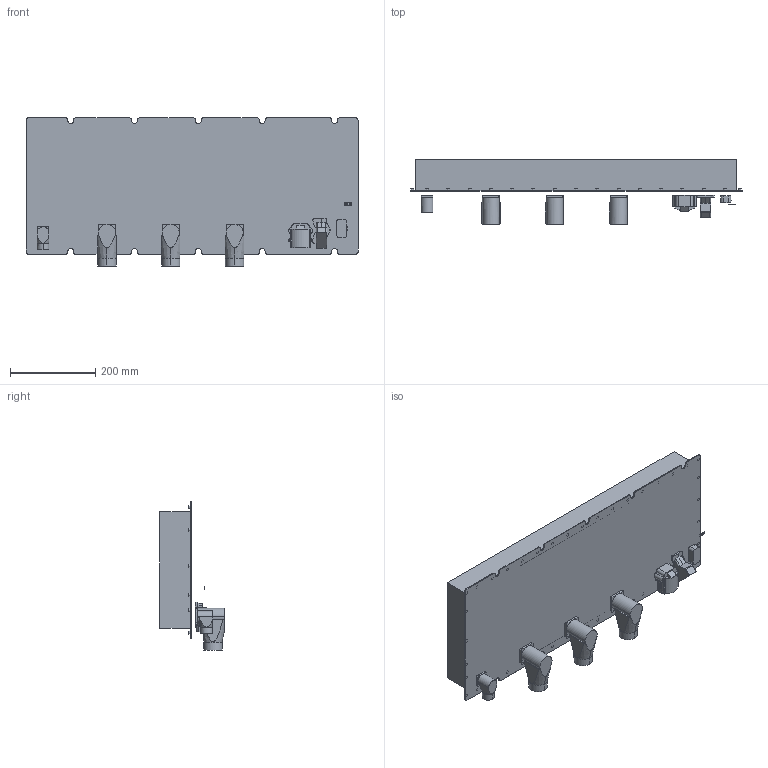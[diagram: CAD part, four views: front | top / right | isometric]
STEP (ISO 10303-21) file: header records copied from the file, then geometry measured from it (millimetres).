
FILE_DESCRIPTION (( 'STEP AP214' ), '1' );
FILE_NAME ('00T6A0D-0002.STEP', '2022-10-20T11:32:09', ( '' ), ( '' ), 'SwSTEP 2.0', 'SolidWorks 2022', '' );
FILE_SCHEMA (( 'AUTOMOTIVE_DESIGN' ));
Length unit declared in the file: millimetre
Products named in the file (12): Kundenmodell^10043672_000; Kundenmodelle^10044488_000; 10043672_000; 10043659_000; 10014325_000; 10044121_000; 00T6A0D-0002; Kundenmodell^10044121_000; 10043652_000; 10044488_000; Kundenmodell^10043659_000; Kundenmodell^10043652_000
Assembly tree (13 placements, depth 3):
  00T6A0D-0002
    10044488_000
      Kundenmodelle^10044488_000
    10043652_000
      Kundenmodell^10043652_000
    10043659_000  x3
      Kundenmodell^10043659_000
    10044121_000
      Kundenmodell^10044121_000
    10043672_000
      Kundenmodell^10043672_000
    10014325_000
Bounding box: 780 x 151.5 x 348 mm (x, y, z)
Volume: 16160969 mm3; surface area: 751337.3 mm2
Topology: 10 solids, 13 shells, 566 faces, 1453 edges, 959 vertices
Faces by surface type: plane 262, cylinder 200, bspline 65, cone 35, torus 4
Entity records: 25289 total; most frequent: CARTESIAN_POINT 8680, ORIENTED_EDGE 3412, DIRECTION 3215, EDGE_CURVE 1706, AXIS2_PLACEMENT_3D 1189, VERTEX_POINT 1123, LINE 837, VECTOR 837
